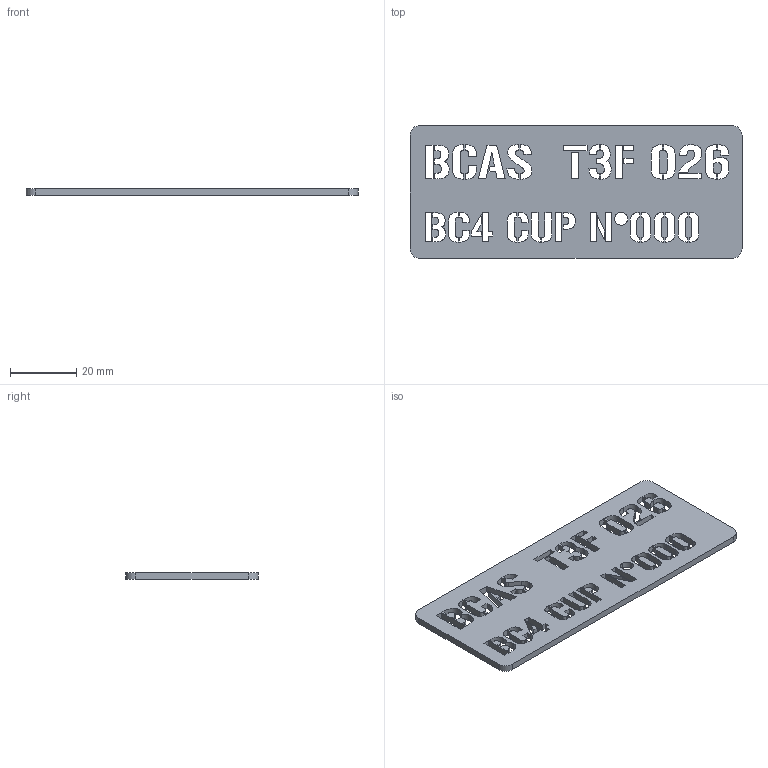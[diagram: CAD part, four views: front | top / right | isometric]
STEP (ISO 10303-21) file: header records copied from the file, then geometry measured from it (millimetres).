
FILE_DESCRIPTION (( 'STEP AP203' ), '1' );
FILE_NAME ('plaque constructeur.STEP', '2020-05-23T11:28:38', ( '' ), ( '' ), 'SwSTEP 2.0', 'SolidWorks 2018', '' );
FILE_SCHEMA (( 'CONFIG_CONTROL_DESIGN' ));
Length unit declared in the file: millimetre
Products named in the file (1): plaque constructeur
Bounding box: 100 x 40 x 2 mm (x, y, z)
Volume: 6396.8 mm3; surface area: 8905.7 mm2
Topology: 1 solids, 1 shells, 346 faces, 1032 edges, 688 vertices
Faces by surface type: plane 212, bspline 130, cylinder 4
Entity records: 18389 total; most frequent: CARTESIAN_POINT 9717, ORIENTED_EDGE 2064, DIRECTION 1214, EDGE_CURVE 1032, VECTOR 764, LINE 764, VERTEX_POINT 688, EDGE_LOOP 440
